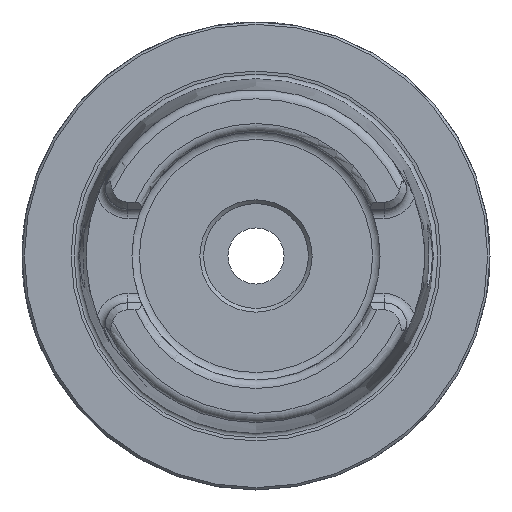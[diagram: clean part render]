
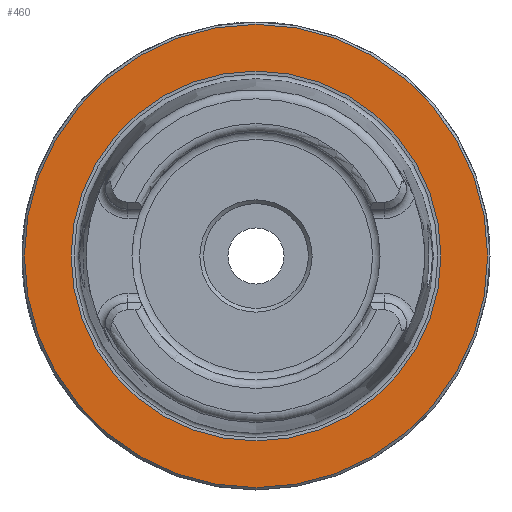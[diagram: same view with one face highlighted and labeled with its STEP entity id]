
A CAD part, left-side view. The second image highlights one B-rep face of the part: STEP entity #460.
In plain terms, the highlighted planar face has unit normal (-1, 0, 0).
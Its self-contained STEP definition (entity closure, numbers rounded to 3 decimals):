
#460 = ADVANCED_FACE( '', ( #1001, #1002 ), #1003, .T. );
#1001 = FACE_OUTER_BOUND( '', #1577, .T. );
#1002 = FACE_BOUND( '', #1578, .T. );
#1003 = PLANE( '', #1579 );
#1577 = EDGE_LOOP( '', ( #2758 ) );
#1578 = EDGE_LOOP( '', ( #2759 ) );
#1579 = AXIS2_PLACEMENT_3D( '', #2760, #2761, #2762 );
#2758 = ORIENTED_EDGE( '', *, *, #3474, .T. );
#2759 = ORIENTED_EDGE( '', *, *, #3398, .F. );
#2760 = CARTESIAN_POINT( '', ( 0., 0., 49.5 ) );
#2761 = DIRECTION( '', ( -1., 0., 0. ) );
#2762 = DIRECTION( '', ( 0., 0., 1. ) );
#3398 = EDGE_CURVE( '', #4120, #4120, #4121, .T. );
#3474 = EDGE_CURVE( '', #4221, #4221, #4222, .T. );
#4120 = VERTEX_POINT( '', #6177 );
#4121 = CIRCLE( '', #6178, 39.511 );
#4221 = VERTEX_POINT( '', #6529 );
#4222 = CIRCLE( '', #6530, 49.5 );
#6177 = CARTESIAN_POINT( '', ( 0., 0., 39.511 ) );
#6178 = AXIS2_PLACEMENT_3D( '', #7051, #7052, #7053 );
#6529 = CARTESIAN_POINT( '', ( 0., 0., 49.5 ) );
#6530 = AXIS2_PLACEMENT_3D( '', #7121, #7122, #7123 );
#7051 = CARTESIAN_POINT( '', ( 0., 0., 0. ) );
#7052 = DIRECTION( '', ( -1., 0., 0. ) );
#7053 = DIRECTION( '', ( 0., 0., 1. ) );
#7121 = CARTESIAN_POINT( '', ( 0., 0., 0. ) );
#7122 = DIRECTION( '', ( -1., 0., 0. ) );
#7123 = DIRECTION( '', ( 0., 0., 1. ) );
